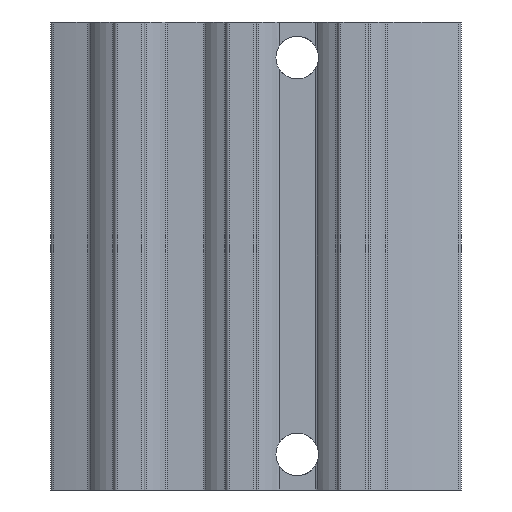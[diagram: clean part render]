
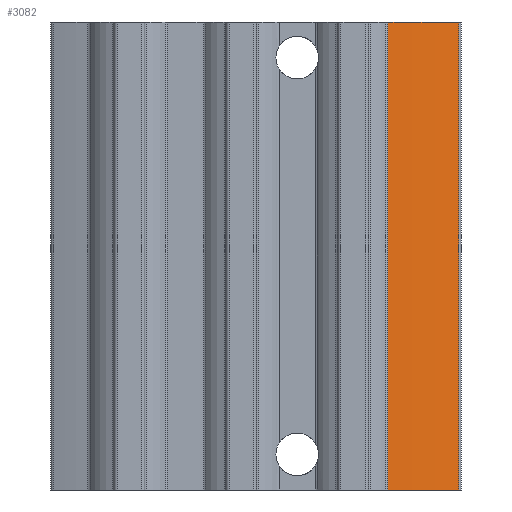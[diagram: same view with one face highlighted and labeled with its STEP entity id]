
A CAD part, front view. The second image highlights one B-rep face of the part: STEP entity #3082.
In plain terms, the highlighted cylindrical face has radius 60 mm (diameter 120 mm), a partial arc.
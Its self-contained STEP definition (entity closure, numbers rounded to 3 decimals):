
#163=CIRCLE('',#3301,60.);
#164=CIRCLE('',#3302,60.);
#405=ORIENTED_EDGE('',*,*,#1261,.F.);
#406=ORIENTED_EDGE('',*,*,#1260,.F.);
#407=ORIENTED_EDGE('',*,*,#1262,.T.);
#408=ORIENTED_EDGE('',*,*,#1263,.T.);
#1260=EDGE_CURVE('',#1682,#1681,#1966,.T.);
#1261=EDGE_CURVE('',#1681,#1683,#163,.T.);
#1262=EDGE_CURVE('',#1682,#1684,#164,.T.);
#1263=EDGE_CURVE('',#1684,#1683,#1967,.T.);
#1681=VERTEX_POINT('',#4868);
#1682=VERTEX_POINT('',#4870);
#1683=VERTEX_POINT('',#4874);
#1684=VERTEX_POINT('',#4876);
#1966=LINE('',#4871,#2218);
#1967=LINE('',#4877,#2219);
#2218=VECTOR('',#3697,1000.);
#2219=VECTOR('',#3704,1000.);
#2478=EDGE_LOOP('',(#405,#406,#407,#408));
#2742=FACE_BOUND('',#2478,.T.);
#3003=CYLINDRICAL_SURFACE('',#3300,60.);
#3082=ADVANCED_FACE('',(#2742),#3003,.T.);
#3300=AXIS2_PLACEMENT_3D('',#4872,#3698,#3699);
#3301=AXIS2_PLACEMENT_3D('',#4873,#3700,#3701);
#3302=AXIS2_PLACEMENT_3D('',#4875,#3702,#3703);
#3697=DIRECTION('',(0.,0.,1.));
#3698=DIRECTION('',(0.,0.,1.));
#3699=DIRECTION('',(1.,0.,0.));
#3700=DIRECTION('',(0.,0.,1.));
#3701=DIRECTION('',(1.,0.,0.));
#3702=DIRECTION('',(0.,0.,1.));
#3703=DIRECTION('',(1.,0.,0.));
#3704=DIRECTION('',(0.,0.,1.));
#4868=CARTESIAN_POINT('',(-21.382,4.442,0.));
#4870=CARTESIAN_POINT('',(-21.382,4.442,-46.));
#4871=CARTESIAN_POINT('',(-21.382,4.442,-46.));
#4872=CARTESIAN_POINT('',(-1.466,61.039,-46.));
#4873=CARTESIAN_POINT('',(-1.466,61.039,0.));
#4874=CARTESIAN_POINT('',(-14.403,2.451,0.));
#4875=CARTESIAN_POINT('',(-1.466,61.039,-46.));
#4876=CARTESIAN_POINT('',(-14.403,2.451,-46.));
#4877=CARTESIAN_POINT('',(-14.403,2.451,-46.));
